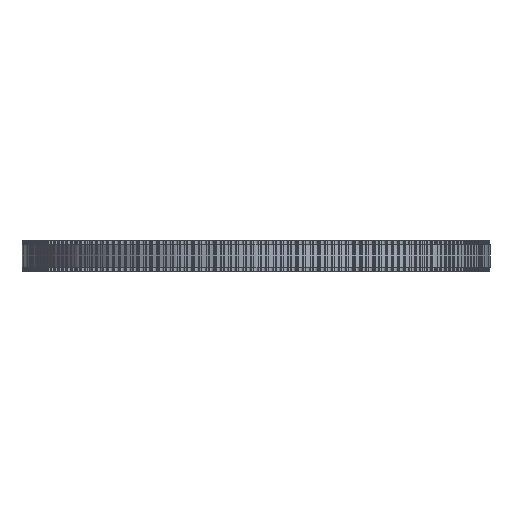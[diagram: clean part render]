
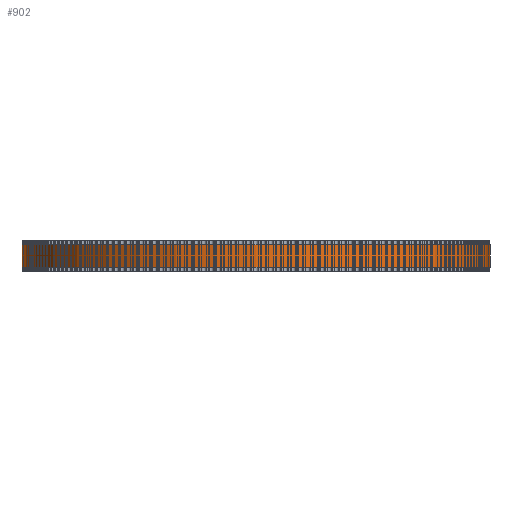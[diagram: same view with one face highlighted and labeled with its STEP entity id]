
A CAD part, front view. The second image highlights one B-rep face of the part: STEP entity #902.
In plain terms, the highlighted cylindrical face has radius 62.07 mm (diameter 124.141 mm), a full revolution.
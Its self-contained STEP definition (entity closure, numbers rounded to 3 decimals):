
#97=FACE_BOUND('',#3248,.T.);
#98=FACE_BOUND('',#3249,.T.);
#902=ADVANCED_FACE('',(#97,#98),#1683,.T.);
#1683=CYLINDRICAL_SURFACE('',#17303,62.07);
#3248=EDGE_LOOP('',(#9490));
#3249=EDGE_LOOP('',(#9491));
#9490=ORIENTED_EDGE('',*,*,#13394,.T.);
#9491=ORIENTED_EDGE('',*,*,#13395,.T.);
#11052=VERTEX_POINT('',#27460);
#11053=VERTEX_POINT('',#27462);
#13394=EDGE_CURVE('',#11052,#11052,#14956,.T.);
#13395=EDGE_CURVE('',#11053,#11053,#14957,.T.);
#14956=CIRCLE('',#17301,62.07);
#14957=CIRCLE('',#17302,62.07);
#17301=AXIS2_PLACEMENT_3D('',#27459,#22770,#22771);
#17302=AXIS2_PLACEMENT_3D('',#27461,#22772,#22773);
#17303=AXIS2_PLACEMENT_3D('',#27463,#22774,#22775);
#22770=DIRECTION('',(0.,0.,1.));
#22771=DIRECTION('',(1.,0.,0.));
#22772=DIRECTION('',(0.,0.,-1.));
#22773=DIRECTION('',(1.,0.,0.));
#22774=DIRECTION('',(0.,0.,1.));
#22775=DIRECTION('',(1.,0.,0.));
#27459=CARTESIAN_POINT('',(0.,0.,1.));
#27460=CARTESIAN_POINT('',(62.07,0.,1.));
#27461=CARTESIAN_POINT('',(0.,0.,7.));
#27462=CARTESIAN_POINT('',(62.07,0.,7.));
#27463=CARTESIAN_POINT('',(0.,0.,1.));
